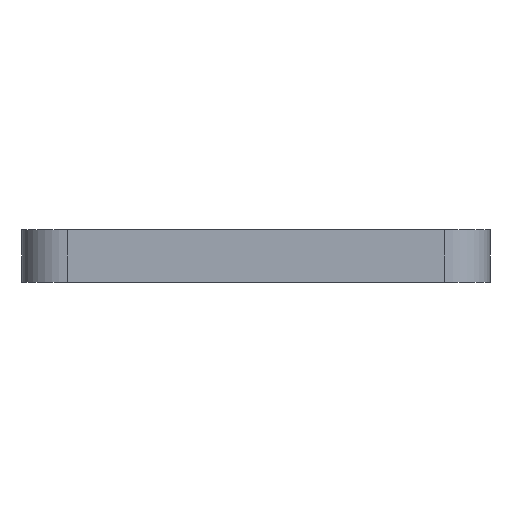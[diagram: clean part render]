
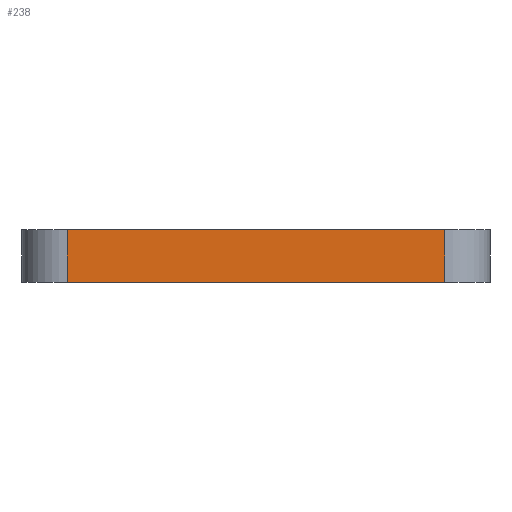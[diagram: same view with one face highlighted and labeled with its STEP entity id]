
A CAD part, left-side view. The second image highlights one B-rep face of the part: STEP entity #238.
In plain terms, the highlighted planar face has unit normal (-1, 0, 0).
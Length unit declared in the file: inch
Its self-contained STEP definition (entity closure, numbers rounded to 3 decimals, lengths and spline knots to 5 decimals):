
#7 = CARTESIAN_POINT ( 'NONE',  ( -1.59449, -0.98228, -0.1378 ) ) ;
#23 = LINE ( 'NONE', #784, #198 ) ;
#28 = ORIENTED_EDGE ( 'NONE', *, *, #983, .T. ) ;
#61 = ORIENTED_EDGE ( 'NONE', *, *, #965, .F. ) ;
#64 = ORIENTED_EDGE ( 'NONE', *, *, #165, .T. ) ;
#98 = EDGE_LOOP ( 'NONE', ( #28, #459, #61, #64 ) ) ;
#145 = VECTOR ( 'NONE', #960, 39.37008 ) ;
#146 = LINE ( 'NONE', #230, #145 ) ;
#148 = EDGE_CURVE ( 'NONE', #539, #493, #146, .T. ) ;
#156 = VECTOR ( 'NONE', #626, 39.37008 ) ;
#165 = EDGE_CURVE ( 'NONE', #783, #770, #225, .T. ) ;
#198 = VECTOR ( 'NONE', #953, 39.37008 ) ;
#225 = LINE ( 'NONE', #791, #320 ) ;
#230 = CARTESIAN_POINT ( 'NONE',  ( -1.59449, -0.98228, 0.1378 ) ) ;
#238 = ADVANCED_FACE ( 'NONE', ( #798 ), #471, .F. ) ;
#320 = VECTOR ( 'NONE', #546, 39.37008 ) ;
#348 = CARTESIAN_POINT ( 'NONE',  ( -1.59449, -0.98228, 0.1378 ) ) ;
#372 = LINE ( 'NONE', #1036, #156 ) ;
#377 = CARTESIAN_POINT ( 'NONE',  ( -1.59449, 0.98228, 0.1378 ) ) ;
#399 = CARTESIAN_POINT ( 'NONE',  ( -1.59449, 0.98228, -0.1378 ) ) ;
#408 = AXIS2_PLACEMENT_3D ( 'NONE', #714, #722, #561 ) ;
#459 = ORIENTED_EDGE ( 'NONE', *, *, #148, .T. ) ;
#471 = PLANE ( 'NONE',  #408 ) ;
#493 = VERTEX_POINT ( 'NONE', #348 ) ;
#539 = VERTEX_POINT ( 'NONE', #7 ) ;
#546 = DIRECTION ( 'NONE',  ( 0., 0., -1. ) ) ;
#561 = DIRECTION ( 'NONE',  ( 0., 0., -1. ) ) ;
#626 = DIRECTION ( 'NONE',  ( 0., -1., 0. ) ) ;
#714 = CARTESIAN_POINT ( 'NONE',  ( -1.59449, -1.2185, 0.1378 ) ) ;
#722 = DIRECTION ( 'NONE',  ( 1., 0., 0. ) ) ;
#770 = VERTEX_POINT ( 'NONE', #399 ) ;
#783 = VERTEX_POINT ( 'NONE', #377 ) ;
#784 = CARTESIAN_POINT ( 'NONE',  ( -1.59449, -1.2185, -0.1378 ) ) ;
#791 = CARTESIAN_POINT ( 'NONE',  ( -1.59449, 0.98228, 0.1378 ) ) ;
#798 = FACE_OUTER_BOUND ( 'NONE', #98, .T. ) ;
#953 = DIRECTION ( 'NONE',  ( 0., -1., 0. ) ) ;
#960 = DIRECTION ( 'NONE',  ( 0., 0., 1. ) ) ;
#965 = EDGE_CURVE ( 'NONE', #783, #493, #372, .T. ) ;
#983 = EDGE_CURVE ( 'NONE', #770, #539, #23, .T. ) ;
#1036 = CARTESIAN_POINT ( 'NONE',  ( -1.59449, -1.2185, 0.1378 ) ) ;
